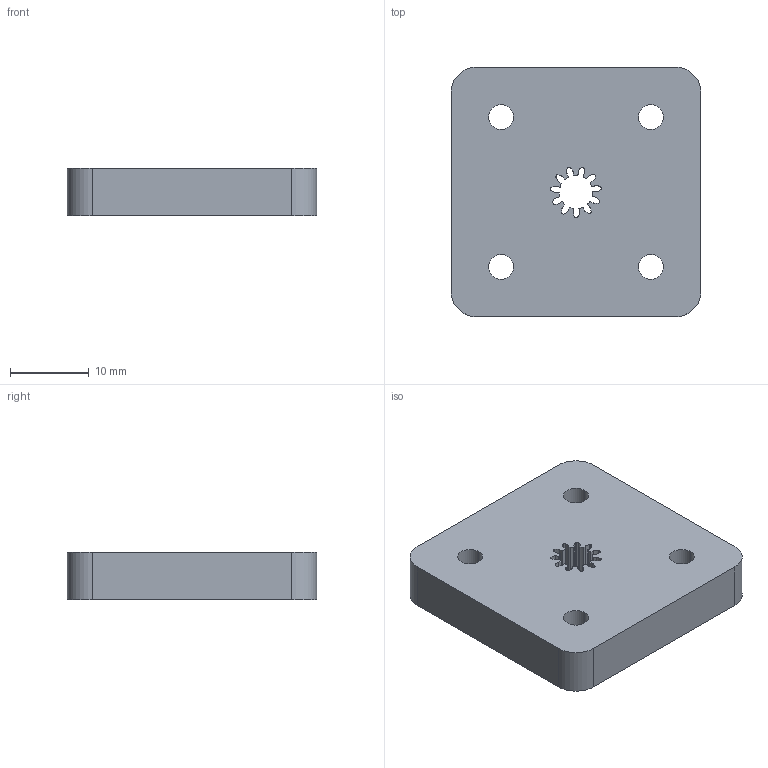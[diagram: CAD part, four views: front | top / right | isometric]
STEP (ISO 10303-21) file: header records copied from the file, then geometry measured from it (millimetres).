
FILE_DESCRIPTION (( 'STEP AP203' ), '1' );
FILE_NAME ('Gear_4_Small_EDM_Inserts.STEP', '2017-01-12T01:29:12', ( '' ), ( '' ), 'SwSTEP 2.0', 'SolidWorks 2016', '' );
FILE_SCHEMA (( 'CONFIG_CONTROL_DESIGN' ));
Length unit declared in the file: millimetre
Products named in the file (1): Gear_4_Small_EDM_Inserts
Bounding box: 31.75 x 31.75 x 6 mm (x, y, z)
Volume: 5670.7 mm3; surface area: 3070.3 mm2
Topology: 1 solids, 1 shells, 159 faces, 471 edges, 314 vertices
Faces by surface type: cylinder 109, plane 28, bspline 22
Entity records: 7060 total; most frequent: CARTESIAN_POINT 2639, ORIENTED_EDGE 942, DIRECTION 921, EDGE_CURVE 471, AXIS2_PLACEMENT_3D 356, VERTEX_POINT 314, CIRCLE 218, VECTOR 209
